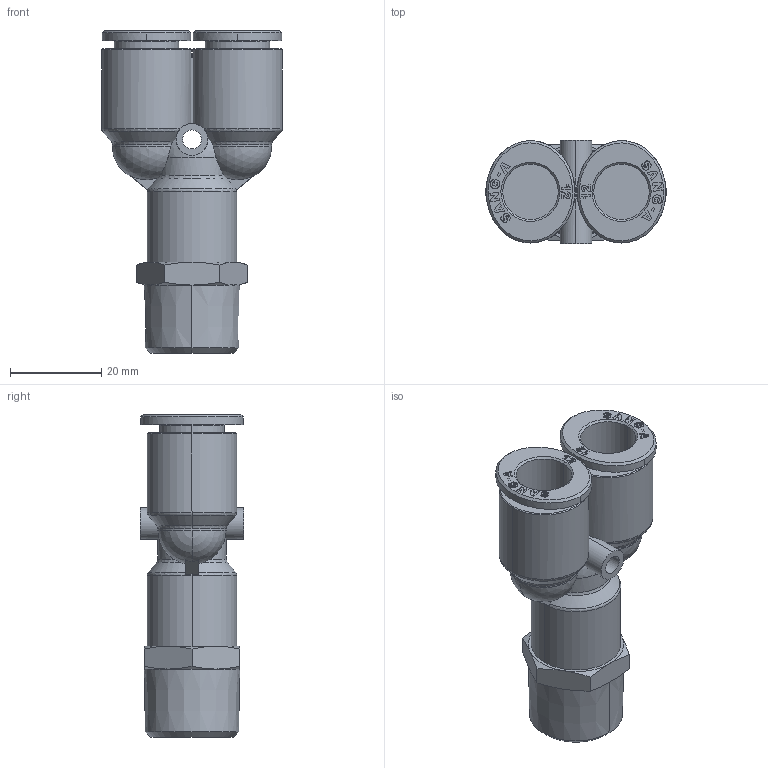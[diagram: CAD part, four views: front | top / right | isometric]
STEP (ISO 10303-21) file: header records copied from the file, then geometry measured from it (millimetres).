
FILE_DESCRIPTION((''),'2;1');
FILE_NAME('GPWT_1204(3D).stp','2012-12-27T19:32:34',(''),(''),'Mechanical Desktop.R8.0.24.0','Mechanical Desktop.R8.0.24.0',', , ');
FILE_SCHEMA(('CONFIG_CONTROL_DESIGN'));
Length unit declared in the file: millimetre
Products named in the file (3): GPWT_1204(3D); ºÎÇ°1; RM_SDB
Assembly tree (2 placements, depth 2):
  GPWT_1204(3D)
    ºÎÇ°1
    RM_SDB
Bounding box: 39.7 x 22.7 x 70.9 mm (x, y, z)
Volume: 22069.5 mm3; surface area: 10840.8 mm2
Topology: 1 solids, 1 shells, 798 faces, 2266 edges, 1494 vertices
Faces by surface type: plane 696, cone 38, cylinder 30, bspline 22, sphere 6, torus 6
Entity records: 26877 total; most frequent: CARTESIAN_POINT 6215, ORIENTED_EDGE 4524, DIRECTION 3852, EDGE_CURVE 2262, VECTOR 2018, LINE 2018, VERTEX_POINT 1494, AXIS2_PLACEMENT_3D 917
